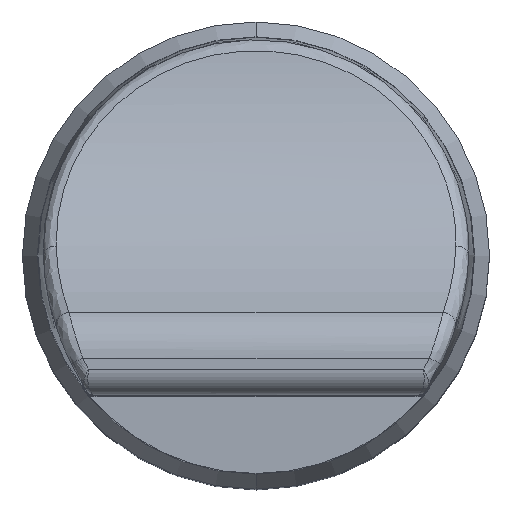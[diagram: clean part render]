
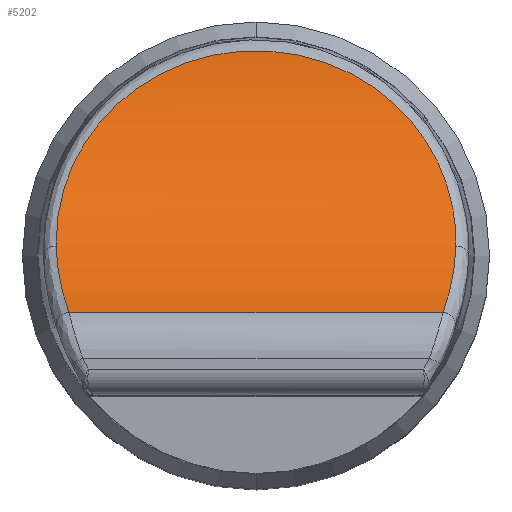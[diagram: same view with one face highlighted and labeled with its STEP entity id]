
A CAD part, top view. The second image highlights one B-rep face of the part: STEP entity #5202.
In plain terms, the highlighted cylindrical face has radius 14 mm (diameter 28 mm), a partial arc.
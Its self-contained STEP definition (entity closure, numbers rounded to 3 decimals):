
#463=CARTESIAN_POINT('',(7.701,0.348,48.955));
#464=CARTESIAN_POINT('',(7.696,0.17,49.128));
#465=CARTESIAN_POINT('',(7.675,-0.188,49.494));
#466=CARTESIAN_POINT('',(7.605,-0.724,50.108));
#467=CARTESIAN_POINT('',(7.5,-1.252,50.79));
#468=CARTESIAN_POINT('',(7.366,-1.758,51.539));
#469=CARTESIAN_POINT('',(7.263,-2.07,52.073));
#470=CARTESIAN_POINT('',(7.209,-2.22,52.35));
#472=DIRECTION('',(1.,0.,0.));
#473=VECTOR('',#472,14.418);
#474=CARTESIAN_POINT('',(-7.209,-2.22,52.35));
#475=LINE('',#474,#473);
#476=CARTESIAN_POINT('',(-7.209,-2.22,52.35));
#477=CARTESIAN_POINT('',(-7.263,-2.07,52.073));
#478=CARTESIAN_POINT('',(-7.366,-1.758,51.538));
#479=CARTESIAN_POINT('',(-7.5,-1.251,50.79));
#480=CARTESIAN_POINT('',(-7.605,-0.724,
50.108));
#481=CARTESIAN_POINT('',(-7.675,-0.188,
49.494));
#482=CARTESIAN_POINT('',(-7.696,0.17,49.128));
#483=CARTESIAN_POINT('',(-7.701,0.348,48.955));
#485=CARTESIAN_POINT('',(-7.701,0.348,48.955));
#486=CARTESIAN_POINT('',(-7.706,0.535,48.773));
#487=CARTESIAN_POINT('',(-7.701,0.909,48.43));
#488=CARTESIAN_POINT('',(-7.648,1.463,47.975));
#489=CARTESIAN_POINT('',(-7.553,2.007,47.57));
#490=CARTESIAN_POINT('',(-7.416,2.54,47.211));
#491=CARTESIAN_POINT('',(-7.238,3.061,46.894));
#492=CARTESIAN_POINT('',(-7.02,3.568,46.613));
#493=CARTESIAN_POINT('',(-6.761,4.062,46.365));
#494=CARTESIAN_POINT('',(-6.461,4.54,46.148));
#495=CARTESIAN_POINT('',(-6.121,5.,45.959));
#496=CARTESIAN_POINT('',(-5.739,5.441,45.796));
#497=CARTESIAN_POINT('',(-5.315,5.858,45.656));
#498=CARTESIAN_POINT('',(-4.85,6.248,45.538));
#499=CARTESIAN_POINT('',(-4.345,6.608,45.441));
#500=CARTESIAN_POINT('',(-3.803,6.932,45.362));
#501=CARTESIAN_POINT('',(-3.225,7.215,45.3));
#502=CARTESIAN_POINT('',(-2.618,7.453,45.252));
#503=CARTESIAN_POINT('',(-1.985,7.643,45.217));
#504=CARTESIAN_POINT('',(-1.334,7.781,45.193));
#505=CARTESIAN_POINT('',(-0.67,7.864,45.18));
#506=CARTESIAN_POINT('',(0.,7.892,45.175));
#507=CARTESIAN_POINT('',(0.671,7.864,45.18));
#508=CARTESIAN_POINT('',(1.335,7.781,45.193));
#509=CARTESIAN_POINT('',(1.986,7.643,45.217));
#510=CARTESIAN_POINT('',(2.618,7.453,45.252));
#511=CARTESIAN_POINT('',(3.226,7.215,45.3));
#512=CARTESIAN_POINT('',(3.803,6.932,45.362));
#513=CARTESIAN_POINT('',(4.346,6.608,45.441));
#514=CARTESIAN_POINT('',(4.851,6.248,45.538));
#515=CARTESIAN_POINT('',(5.316,5.858,45.656));
#516=CARTESIAN_POINT('',(5.739,5.44,45.796));
#517=CARTESIAN_POINT('',(6.121,5.,45.959));
#518=CARTESIAN_POINT('',(6.462,4.539,46.148));
#519=CARTESIAN_POINT('',(6.761,4.062,46.365));
#520=CARTESIAN_POINT('',(7.02,3.568,46.613));
#521=CARTESIAN_POINT('',(7.238,3.06,46.894));
#522=CARTESIAN_POINT('',(7.416,2.539,47.212));
#523=CARTESIAN_POINT('',(7.553,2.006,47.57));
#524=CARTESIAN_POINT('',(7.648,1.462,47.975));
#525=CARTESIAN_POINT('',(7.701,0.909,48.431));
#526=CARTESIAN_POINT('',(7.706,0.535,48.773));
#527=CARTESIAN_POINT('',(7.701,0.348,48.955));
#3317=VERTEX_POINT('',#463);
#3318=VERTEX_POINT('',#470);
#3322=VERTEX_POINT('',#485);
#3324=VERTEX_POINT('',#476);
#5191=CARTESIAN_POINT('',(10.,10.1,59.));
#5192=DIRECTION('',(-1.,0.,0.));
#5193=DIRECTION('',(0.,1.,0.));
#5194=AXIS2_PLACEMENT_3D('',#5191,#5192,#5193);
#5195=CYLINDRICAL_SURFACE('',#5194,14.);
#5196=ORIENTED_EDGE('',*,*,#5171,.T.);
#5197=ORIENTED_EDGE('',*,*,#4729,.F.);
#5198=ORIENTED_EDGE('',*,*,#4841,.T.);
#5199=ORIENTED_EDGE('',*,*,#5064,.T.);
#5200=EDGE_LOOP('',(#5196,#5197,#5198,#5199));
#5201=FACE_OUTER_BOUND('',#5200,.F.);
#5202=ADVANCED_FACE('',(#5201),#5195,.F.);
#471=B_SPLINE_CURVE_WITH_KNOTS('',3,(#463,#464,#465,#466,#467,#468,#469,#470),
.UNSPECIFIED.,.F.,.F.,(4,1,1,1,1,4),(0.,0.2,0.4,0.6,0.8,1.),
.UNSPECIFIED.);
#484=B_SPLINE_CURVE_WITH_KNOTS('',3,(#476,#477,#478,#479,#480,#481,#482,#483),
.UNSPECIFIED.,.F.,.F.,(4,1,1,1,1,4),(0.,0.2,0.4,0.6,0.8,1.),
.UNSPECIFIED.);
#528=B_SPLINE_CURVE_WITH_KNOTS('',3,(#485,#486,#487,#488,#489,#490,#491,#492,
#493,#494,#495,#496,#497,#498,#499,#500,#501,#502,#503,#504,#505,#506,#507,#508,
#509,#510,#511,#512,#513,#514,#515,#516,#517,#518,#519,#520,#521,#522,#523,#524,
#525,#526,#527),.UNSPECIFIED.,.F.,.F.,(4,1,1,1,1,1,1,1,1,1,1,1,1,1,1,1,1,1,1,1,
1,1,1,1,1,1,1,1,1,1,1,1,1,1,1,1,1,1,1,1,4),(0.,0.025,0.05,0.075,0.1,
0.125,0.15,0.175,0.2,0.225,0.25,0.275,0.3,0.325,0.35,
0.375,0.4,0.425,0.45,0.475,0.5,0.525,0.55,0.575,0.6,0.625,
0.65,0.675,0.7,0.725,0.75,0.775,0.8,0.825,0.85,0.875,0.9,
0.925,0.95,0.975,1.),.UNSPECIFIED.);
#4729=EDGE_CURVE('',#3324,#3318,#475,.T.);
#4841=EDGE_CURVE('',#3324,#3322,#484,.T.);
#5064=EDGE_CURVE('',#3322,#3317,#528,.T.);
#5171=EDGE_CURVE('',#3317,#3318,#471,.T.);
